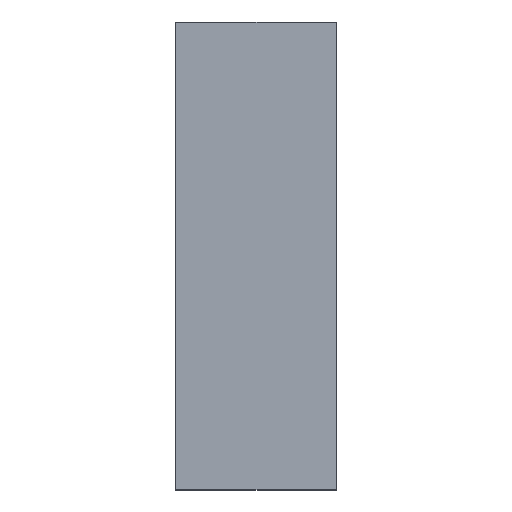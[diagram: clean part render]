
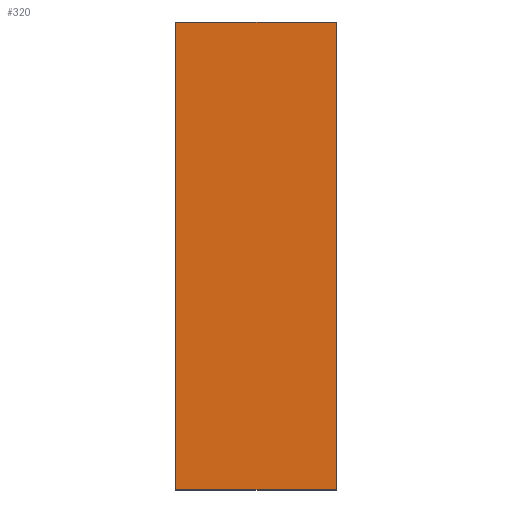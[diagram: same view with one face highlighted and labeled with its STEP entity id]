
A CAD part, left-side view. The second image highlights one B-rep face of the part: STEP entity #320.
In plain terms, the highlighted planar face has unit normal (-1, 0, 0).
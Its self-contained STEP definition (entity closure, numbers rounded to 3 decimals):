
#319 = EDGE_CURVE ( 'NONE', #338, #329, #2355, .T. ) ;
#320 = ADVANCED_FACE ( 'NONE', ( #2351 ), #2401, .F. ) ;
#321 = EDGE_LOOP ( 'NONE', ( #322, #323, #324, #325 ) ) ;
#322 = ORIENTED_EDGE ( 'NONE', *, *, #387, .T. ) ;
#323 = ORIENTED_EDGE ( 'NONE', *, *, #331, .F. ) ;
#324 = ORIENTED_EDGE ( 'NONE', *, *, #319, .F. ) ;
#325 = ORIENTED_EDGE ( 'NONE', *, *, #337, .T. ) ;
#329 = VERTEX_POINT ( 'NONE', #2424 ) ;
#331 = EDGE_CURVE ( 'NONE', #329, #385, #2422, .T. ) ;
#337 = EDGE_CURVE ( 'NONE', #338, #347, #2459, .T. ) ;
#338 = VERTEX_POINT ( 'NONE', #2455 ) ;
#347 = VERTEX_POINT ( 'NONE', #2449 ) ;
#385 = VERTEX_POINT ( 'NONE', #2534 ) ;
#387 = EDGE_CURVE ( 'NONE', #347, #385, #2532, .T. ) ;
#2351 = FACE_OUTER_BOUND ( 'NONE', #321, .T. ) ;
#2352 = DIRECTION ( 'NONE',  ( 0., 0., 1. ) ) ;
#2353 = VECTOR ( 'NONE', #2352, 1000. ) ;
#2354 = CARTESIAN_POINT ( 'NONE',  ( 0., 0.55, 0. ) ) ;
#2355 = LINE ( 'NONE', #2354, #2353 ) ;
#2395 = DIRECTION ( 'NONE',  ( 0., 0., -1. ) ) ;
#2396 = DIRECTION ( 'NONE',  ( 1., 0., 0. ) ) ;
#2397 = CARTESIAN_POINT ( 'NONE',  ( 0., 0.55, 0. ) ) ;
#2398 = AXIS2_PLACEMENT_3D ( 'NONE', #2397, #2396, #2395 ) ;
#2401 = PLANE ( 'NONE',  #2398 ) ;
#2419 = DIRECTION ( 'NONE',  ( 0., -1., 0. ) ) ;
#2420 = VECTOR ( 'NONE', #2419, 1000. ) ;
#2421 = CARTESIAN_POINT ( 'NONE',  ( 0., 0.55, 0. ) ) ;
#2422 = LINE ( 'NONE', #2421, #2420 ) ;
#2424 = CARTESIAN_POINT ( 'NONE',  ( 0., 0.55, 0. ) ) ;
#2449 = CARTESIAN_POINT ( 'NONE',  ( 0., 0., -1.6 ) ) ;
#2455 = CARTESIAN_POINT ( 'NONE',  ( 0., 0.55, -1.6 ) ) ;
#2456 = DIRECTION ( 'NONE',  ( 0., -1., 0. ) ) ;
#2457 = VECTOR ( 'NONE', #2456, 1000. ) ;
#2458 = CARTESIAN_POINT ( 'NONE',  ( 0., 0.55, -1.6 ) ) ;
#2459 = LINE ( 'NONE', #2458, #2457 ) ;
#2529 = DIRECTION ( 'NONE',  ( 0., 0., 1. ) ) ;
#2530 = VECTOR ( 'NONE', #2529, 1000. ) ;
#2531 = CARTESIAN_POINT ( 'NONE',  ( 0., 0., 0. ) ) ;
#2532 = LINE ( 'NONE', #2531, #2530 ) ;
#2534 = CARTESIAN_POINT ( 'NONE',  ( 0., 0., 0. ) ) ;
